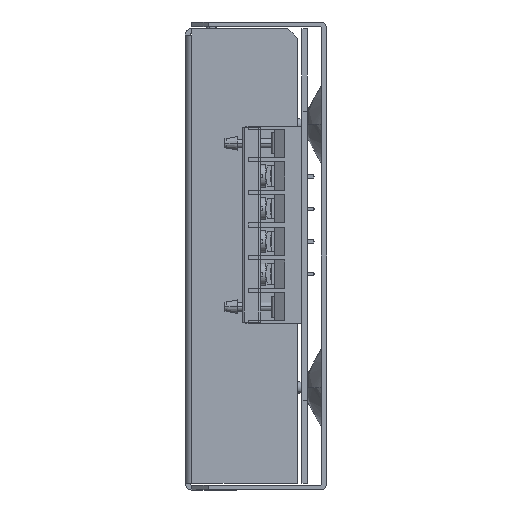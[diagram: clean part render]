
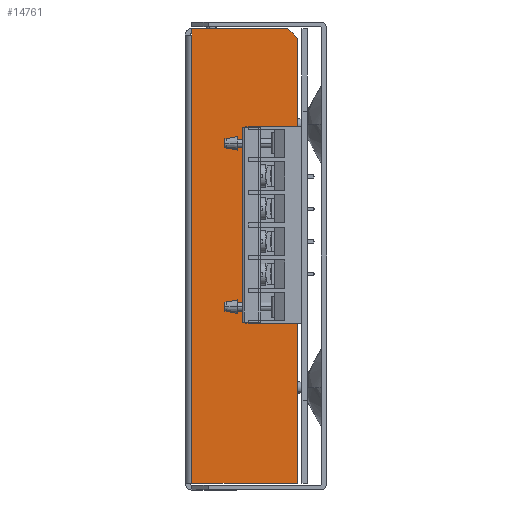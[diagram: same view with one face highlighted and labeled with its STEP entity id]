
A CAD part, left-side view. The second image highlights one B-rep face of the part: STEP entity #14761.
In plain terms, the highlighted planar face has unit normal (-1, 0, 0).
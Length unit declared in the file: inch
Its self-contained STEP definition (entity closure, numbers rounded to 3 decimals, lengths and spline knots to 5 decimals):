
#814 = EDGE_CURVE ( 'NONE', #67206, #34818, #30824, .T. ) ;
#3498 = VERTEX_POINT ( 'NONE', #44514 ) ;
#4704 = EDGE_CURVE ( 'NONE', #9418, #3498, #57363, .T. ) ;
#6783 = VECTOR ( 'NONE', #65308, 39.37008 ) ;
#8449 = PLANE ( 'NONE',  #89643 ) ;
#9074 = DIRECTION ( 'NONE',  ( 1., 0., 0. ) ) ;
#9417 = CARTESIAN_POINT ( 'NONE',  ( 0.86614, 1.65354, -5.58911 ) ) ;
#9418 = VERTEX_POINT ( 'NONE', #48133 ) ;
#10137 = LINE ( 'NONE', #9417, #53904 ) ;
#10491 = VECTOR ( 'NONE', #47425, 39.37008 ) ;
#14761 = ADVANCED_FACE ( 'NONE', ( #44405 ), #8449, .F. ) ;
#14975 = LINE ( 'NONE', #54279, #10491 ) ;
#16852 = LINE ( 'NONE', #67810, #47291 ) ;
#17654 = ORIENTED_EDGE ( 'NONE', *, *, #814, .F. ) ;
#22341 = EDGE_CURVE ( 'NONE', #79803, #36254, #16852, .T. ) ;
#24368 = EDGE_CURVE ( 'NONE', #36254, #67206, #32981, .T. ) ;
#26635 = CARTESIAN_POINT ( 'NONE',  ( 0.86614, 0.47244, -0.07874 ) ) ;
#30216 = ORIENTED_EDGE ( 'NONE', *, *, #4704, .F. ) ;
#30735 = VECTOR ( 'NONE', #55590, 39.37008 ) ;
#30824 = LINE ( 'NONE', #49594, #85933 ) ;
#32978 = ORIENTED_EDGE ( 'NONE', *, *, #37366, .F. ) ;
#32981 = LINE ( 'NONE', #48726, #30735 ) ;
#34818 = VERTEX_POINT ( 'NONE', #49213 ) ;
#36254 = VERTEX_POINT ( 'NONE', #26635 ) ;
#37366 = EDGE_CURVE ( 'NONE', #3498, #79803, #14975, .T. ) ;
#41900 = EDGE_CURVE ( 'NONE', #34818, #9418, #10137, .T. ) ;
#44405 = FACE_OUTER_BOUND ( 'NONE', #91990, .T. ) ;
#44514 = CARTESIAN_POINT ( 'NONE',  ( 0.86614, 1.63386, -0.15748 ) ) ;
#45221 = CARTESIAN_POINT ( 'NONE',  ( 0.86614, 1.65354, -0.07874 ) ) ;
#47004 = ORIENTED_EDGE ( 'NONE', *, *, #24368, .F. ) ;
#47291 = VECTOR ( 'NONE', #82610, 39.37008 ) ;
#47425 = DIRECTION ( 'NONE',  ( 0., 0., 1. ) ) ;
#48133 = CARTESIAN_POINT ( 'NONE',  ( 0.86614, 1.63386, -5.58911 ) ) ;
#48726 = CARTESIAN_POINT ( 'NONE',  ( 0.86614, 0.47244, -0.07874 ) ) ;
#49213 = CARTESIAN_POINT ( 'NONE',  ( 0.86614, 0.35433, -5.58911 ) ) ;
#49594 = CARTESIAN_POINT ( 'NONE',  ( 0.86614, 0.35433, -0.07874 ) ) ;
#53904 = VECTOR ( 'NONE', #74411, 39.37008 ) ;
#54279 = CARTESIAN_POINT ( 'NONE',  ( 0.86614, 1.63386, -0.07874 ) ) ;
#55590 = DIRECTION ( 'NONE',  ( 0., -0.707, -0.707 ) ) ;
#57363 = LINE ( 'NONE', #57750, #6783 ) ;
#57750 = CARTESIAN_POINT ( 'NONE',  ( 0.86614, 1.63386, -5.59055 ) ) ;
#58643 = DIRECTION ( 'NONE',  ( 0., 1., 0. ) ) ;
#61625 = CARTESIAN_POINT ( 'NONE',  ( 0.86614, 1.63386, -0.07874 ) ) ;
#65308 = DIRECTION ( 'NONE',  ( 0., 0., 1. ) ) ;
#67206 = VERTEX_POINT ( 'NONE', #88992 ) ;
#67810 = CARTESIAN_POINT ( 'NONE',  ( 0.86614, 1.65354, -0.07874 ) ) ;
#71232 = DIRECTION ( 'NONE',  ( 0., 0., -1. ) ) ;
#74411 = DIRECTION ( 'NONE',  ( 0., 1., 0. ) ) ;
#77835 = ORIENTED_EDGE ( 'NONE', *, *, #41900, .F. ) ;
#79803 = VERTEX_POINT ( 'NONE', #61625 ) ;
#82610 = DIRECTION ( 'NONE',  ( 0., -1., 0. ) ) ;
#85933 = VECTOR ( 'NONE', #71232, 39.37008 ) ;
#88074 = ORIENTED_EDGE ( 'NONE', *, *, #22341, .F. ) ;
#88992 = CARTESIAN_POINT ( 'NONE',  ( 0.86614, 0.35433, -0.19685 ) ) ;
#89643 = AXIS2_PLACEMENT_3D ( 'NONE', #45221, #9074, #58643 ) ;
#91990 = EDGE_LOOP ( 'NONE', ( #47004, #88074, #32978, #30216, #77835, #17654 ) ) ;
